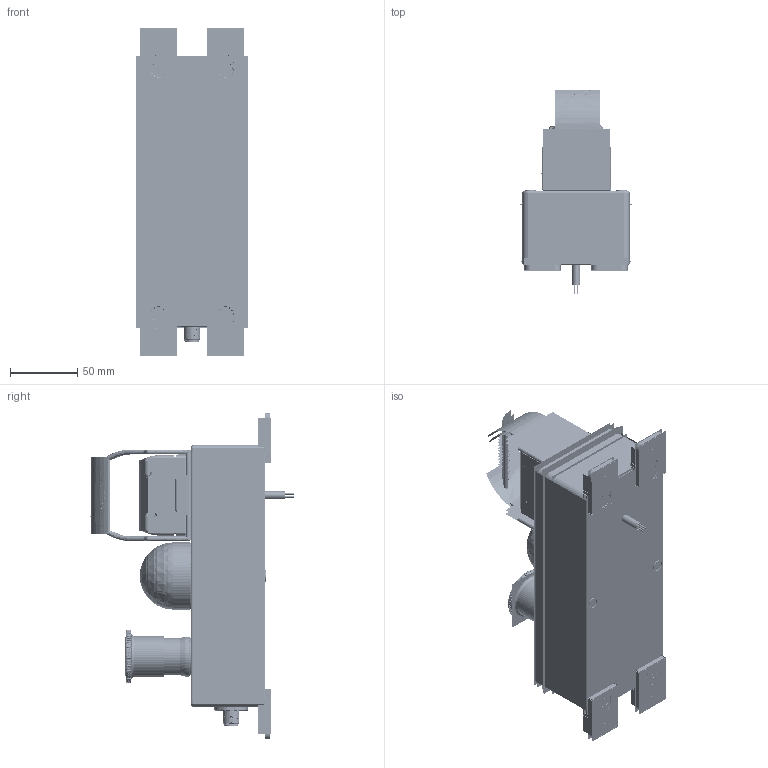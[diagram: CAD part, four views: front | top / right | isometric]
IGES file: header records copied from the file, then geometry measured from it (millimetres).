
Start section:  PTC IGES file: 192605.igs
Global section: file name: 192605.igs; native system: Creo Parametric by Parametric Technology Corporation; preprocessor: 2013230; author: pdmadmin; organization: Unknown; date: 20160127.154429; units: millimetre
Bounding box: 83.2 x 151.53 x 244.65 mm (x, y, z)
Volume: 417688.6 mm3; surface area: 2821554.9 mm2
Topology: 47 solids, 56 shells, 10052 faces, 53584 edges, 68895 vertices
Faces by surface type: bspline 5098, revolution 4954
